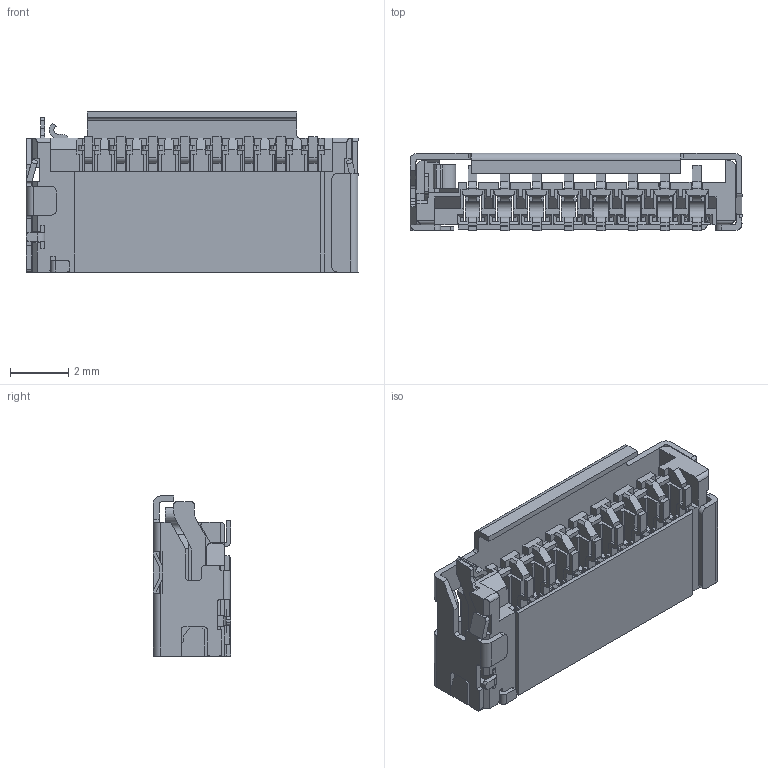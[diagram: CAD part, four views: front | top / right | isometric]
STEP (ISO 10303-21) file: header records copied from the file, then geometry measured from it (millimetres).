
FILE_DESCRIPTION(/* description */ ('STEP AP214'),/* implementation_level */ '2;1');
FILE_NAME(/* name */ '473092651',/* time_stamp */ '2023-03-24T09:27:01+01:00',/* author */ ('License CC BY-ND 4.0'),/* organization */ ('CADENAS'),/* preprocessor_version */ 'ST-DEVELOPER v19.3',/* originating_system */ 'PARTsolutions',/* authorisation */ ' ');
FILE_SCHEMA (('AUTOMOTIVE_DESIGN {1 0 10303 214 3 1 1}'));
Length unit declared in the file: millimetre
Products named in the file (3): 473092651; 473092651_PART2; 473092651_PART1
Assembly tree (2 placements, depth 2):
  473092651
    473092651_PART2
    473092651_PART1
Bounding box: 11.4 x 2.65 x 5.5 mm (x, y, z)
Volume: 15.8 mm3; surface area: 501.7 mm2
Topology: 1 solids, 370 shells, 860 faces, 4041 edges, 3478 vertices
Faces by surface type: plane 687, cylinder 173
Entity records: 40537 total; most frequent: CARTESIAN_POINT 8512, DIRECTION 6266, ORIENTED_EDGE 5085, EDGE_CURVE 4041, VERTEX_POINT 3478, LINE 3456, VECTOR 3456, AXIS2_PLACEMENT_3D 1405
